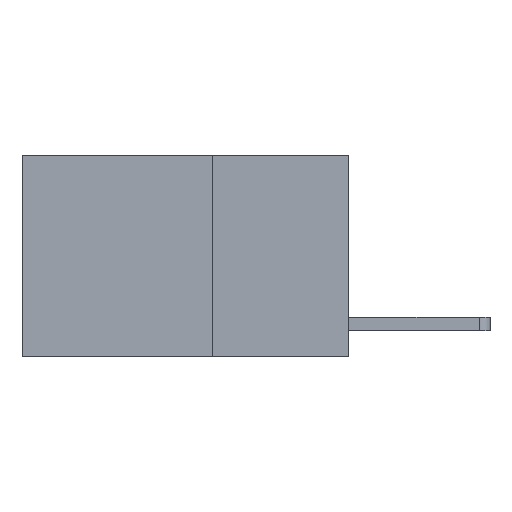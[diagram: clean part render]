
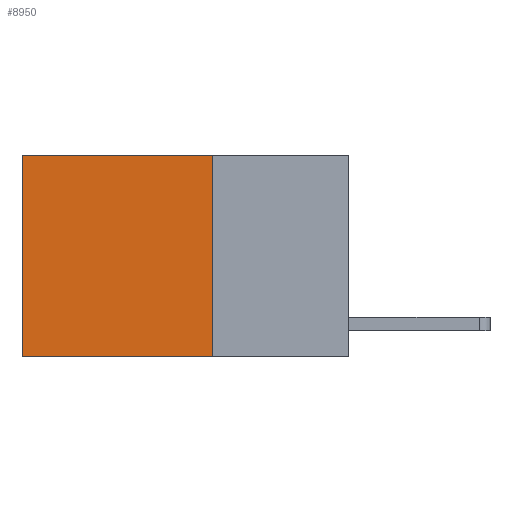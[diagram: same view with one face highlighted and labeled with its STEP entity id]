
A CAD part, left-side view. The second image highlights one B-rep face of the part: STEP entity #8950.
In plain terms, the highlighted planar face has unit normal (-1, 0, 0).
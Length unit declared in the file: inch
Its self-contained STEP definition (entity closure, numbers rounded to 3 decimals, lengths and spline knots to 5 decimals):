
#126 = DIRECTION ( 'NONE',  ( 0., 1., 0. ) ) ;
#187 = VERTEX_POINT ( 'NONE', #3224 ) ;
#756 = VECTOR ( 'NONE', #8540, 39.37008 ) ;
#799 = DIRECTION ( 'NONE',  ( 1., 0., 0. ) ) ;
#1170 = AXIS2_PLACEMENT_3D ( 'NONE', #5498, #799, #7084 ) ;
#1534 = VERTEX_POINT ( 'NONE', #5077 ) ;
#1670 = EDGE_CURVE ( 'NONE', #2786, #10010, #8256, .T. ) ;
#1735 = CARTESIAN_POINT ( 'NONE',  ( 0.2625, 0.25, -0.37 ) ) ;
#2358 = PLANE ( 'NONE',  #1170 ) ;
#2786 = VERTEX_POINT ( 'NONE', #8838 ) ;
#3224 = CARTESIAN_POINT ( 'NONE',  ( 0.2625, 0.25, -0.37 ) ) ;
#3756 = FACE_OUTER_BOUND ( 'NONE', #6794, .T. ) ;
#3862 = CARTESIAN_POINT ( 'NONE',  ( 0.2625, 0.6, 0. ) ) ;
#3896 = VECTOR ( 'NONE', #7486, 39.37008 ) ;
#3988 = CARTESIAN_POINT ( 'NONE',  ( 0.2625, 0.25, 0. ) ) ;
#4335 = EDGE_CURVE ( 'NONE', #10010, #1534, #5408, .T. ) ;
#4703 = DIRECTION ( 'NONE',  ( 0., 0., -1. ) ) ;
#5077 = CARTESIAN_POINT ( 'NONE',  ( 0.2625, 0.6, -0.37 ) ) ;
#5408 = LINE ( 'NONE', #3862, #756 ) ;
#5498 = CARTESIAN_POINT ( 'NONE',  ( 0.2625, 0.25, 0. ) ) ;
#5606 = ORIENTED_EDGE ( 'NONE', *, *, #1670, .T. ) ;
#5710 = ORIENTED_EDGE ( 'NONE', *, *, #9938, .F. ) ;
#6469 = LINE ( 'NONE', #1735, #9226 ) ;
#6729 = CARTESIAN_POINT ( 'NONE',  ( 0.2625, 0.6, 0. ) ) ;
#6762 = CARTESIAN_POINT ( 'NONE',  ( 0.2625, 0.25, 0. ) ) ;
#6794 = EDGE_LOOP ( 'NONE', ( #9170, #5710, #8035, #5606 ) ) ;
#6847 = EDGE_CURVE ( 'NONE', #2786, #187, #8653, .T. ) ;
#7084 = DIRECTION ( 'NONE',  ( 0., 0., -1. ) ) ;
#7486 = DIRECTION ( 'NONE',  ( 0., 1., 0. ) ) ;
#8035 = ORIENTED_EDGE ( 'NONE', *, *, #6847, .F. ) ;
#8256 = LINE ( 'NONE', #6762, #3896 ) ;
#8493 = VECTOR ( 'NONE', #4703, 39.37008 ) ;
#8540 = DIRECTION ( 'NONE',  ( 0., 0., -1. ) ) ;
#8653 = LINE ( 'NONE', #3988, #8493 ) ;
#8838 = CARTESIAN_POINT ( 'NONE',  ( 0.2625, 0.25, 0. ) ) ;
#8950 = ADVANCED_FACE ( 'NONE', ( #3756 ), #2358, .F. ) ;
#9170 = ORIENTED_EDGE ( 'NONE', *, *, #4335, .T. ) ;
#9226 = VECTOR ( 'NONE', #126, 39.37008 ) ;
#9938 = EDGE_CURVE ( 'NONE', #187, #1534, #6469, .T. ) ;
#10010 = VERTEX_POINT ( 'NONE', #6729 ) ;
